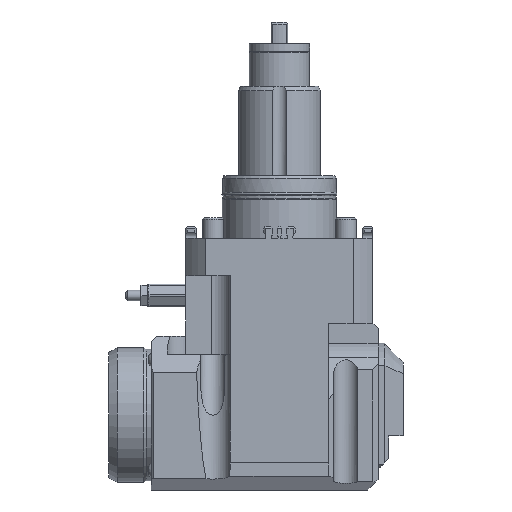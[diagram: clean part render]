
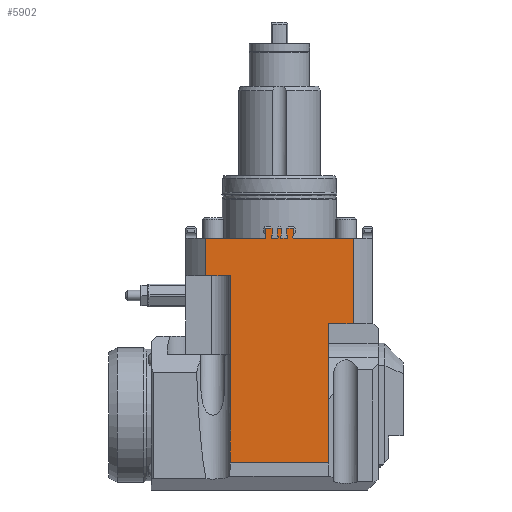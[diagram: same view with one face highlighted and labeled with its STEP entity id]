
A CAD part, front view. The second image highlights one B-rep face of the part: STEP entity #5902.
In plain terms, the highlighted planar face has unit normal (0, -1, 0).
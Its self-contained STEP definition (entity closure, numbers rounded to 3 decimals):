
#155=CIRCLE('',#6119,2.75);
#157=CIRCLE('',#6126,1.65);
#276=CIRCLE('',#6477,1.65);
#277=CIRCLE('',#6479,1.65);
#278=CIRCLE('',#6481,2.75);
#279=CIRCLE('',#6482,1.65);
#366=ELLIPSE('',#6266,97.527,8.5);
#741=FACE_OUTER_BOUND('',#1086,.T.);
#1086=EDGE_LOOP('',(#5103,#5104,#5105,#5106,#5107,#5108,#5109,#5110,#5111,
#5112,#5113,#5114,#5115,#5116,#5117,#5118,#5119,#5120,#5121,#5122,#5123,
#5124,#5125,#5126,#5127,#5128,#5129,#5130));
#1173=LINE('',#8548,#1735);
#1176=LINE('',#8562,#1738);
#1274=LINE('',#8845,#1836);
#1280=LINE('',#8867,#1842);
#1291=LINE('',#8891,#1853);
#1307=LINE('',#8926,#1869);
#1310=LINE('',#8932,#1872);
#1315=LINE('',#8941,#1877);
#1320=LINE('',#8951,#1882);
#1324=LINE('',#8959,#1886);
#1328=LINE('',#8966,#1890);
#1556=LINE('',#9620,#2118);
#1560=LINE('',#9627,#2122);
#1646=LINE('',#10193,#2208);
#1647=LINE('',#10195,#2209);
#1648=LINE('',#10196,#2210);
#1649=LINE('',#10198,#2211);
#1650=LINE('',#10199,#2212);
#1651=LINE('',#10201,#2213);
#1652=LINE('',#10203,#2214);
#1653=LINE('',#10205,#2215);
#1735=VECTOR('',#6683,10.);
#1738=VECTOR('',#6696,10.);
#1836=VECTOR('',#6974,10.);
#1842=VECTOR('',#6994,10.);
#1853=VECTOR('',#7011,10.);
#1869=VECTOR('',#7043,10.);
#1872=VECTOR('',#7050,10.);
#1877=VECTOR('',#7061,10.);
#1882=VECTOR('',#7070,10.);
#1886=VECTOR('',#7080,10.);
#1890=VECTOR('',#7086,10.);
#2118=VECTOR('',#7626,10.);
#2122=VECTOR('',#7636,10.);
#2208=VECTOR('',#8080,10.);
#2209=VECTOR('',#8081,10.);
#2210=VECTOR('',#8082,10.);
#2211=VECTOR('',#8083,10.);
#2212=VECTOR('',#8084,10.);
#2213=VECTOR('',#8085,10.);
#2214=VECTOR('',#8088,10.);
#2215=VECTOR('',#8089,10.);
#2318=VERTEX_POINT('',#8545);
#2319=VERTEX_POINT('',#8547);
#2324=VERTEX_POINT('',#8560);
#2325=VERTEX_POINT('',#8561);
#2419=VERTEX_POINT('',#8842);
#2420=VERTEX_POINT('',#8844);
#2422=VERTEX_POINT('',#8849);
#2426=VERTEX_POINT('',#8857);
#2427=VERTEX_POINT('',#8861);
#2429=VERTEX_POINT('',#8865);
#2437=VERTEX_POINT('',#8885);
#2439=VERTEX_POINT('',#8889);
#2441=VERTEX_POINT('',#8894);
#2443=VERTEX_POINT('',#8898);
#2452=VERTEX_POINT('',#8938);
#2453=VERTEX_POINT('',#8945);
#2456=VERTEX_POINT('',#8957);
#2457=VERTEX_POINT('',#8961);
#2617=VERTEX_POINT('',#9483);
#2618=VERTEX_POINT('',#9485);
#2649=VERTEX_POINT('',#9581);
#2658=VERTEX_POINT('',#9614);
#2796=VERTEX_POINT('',#10185);
#2797=VERTEX_POINT('',#10189);
#2798=VERTEX_POINT('',#10194);
#2799=VERTEX_POINT('',#10197);
#2800=VERTEX_POINT('',#10200);
#2801=VERTEX_POINT('',#10204);
#2891=EDGE_CURVE('',#2319,#2318,#1173,.T.);
#2897=EDGE_CURVE('',#2324,#2325,#1176,.T.);
#3033=EDGE_CURVE('',#2419,#2420,#1274,.T.);
#3040=EDGE_CURVE('',#2422,#2426,#155,.T.);
#3044=EDGE_CURVE('',#2429,#2427,#1280,.T.);
#3055=EDGE_CURVE('',#2437,#2439,#1291,.T.);
#3059=EDGE_CURVE('',#2441,#2443,#157,.T.);
#3073=EDGE_CURVE('',#2422,#2429,#1307,.T.);
#3076=EDGE_CURVE('',#2437,#2419,#1310,.T.);
#3081=EDGE_CURVE('',#2452,#2441,#1315,.T.);
#3086=EDGE_CURVE('',#2453,#2427,#1320,.T.);
#3090=EDGE_CURVE('',#2452,#2456,#1324,.T.);
#3094=EDGE_CURVE('',#2457,#2456,#1328,.T.);
#3320=EDGE_CURVE('',#2618,#2617,#366,.T.);
#3391=EDGE_CURVE('',#2649,#2658,#1556,.T.);
#3395=EDGE_CURVE('',#2617,#2658,#1560,.T.);
#3613=EDGE_CURVE('',#2796,#2457,#276,.T.);
#3615=EDGE_CURVE('',#2439,#2797,#277,.T.);
#3616=EDGE_CURVE('',#2426,#2324,#1646,.T.);
#3617=EDGE_CURVE('',#2798,#2325,#1647,.T.);
#3618=EDGE_CURVE('',#2798,#2618,#1648,.T.);
#3619=EDGE_CURVE('',#2649,#2799,#1649,.T.);
#3620=EDGE_CURVE('',#2319,#2799,#1650,.T.);
#3621=EDGE_CURVE('',#2318,#2800,#1651,.T.);
#3622=EDGE_CURVE('',#2800,#2420,#278,.T.);
#3623=EDGE_CURVE('',#2796,#2797,#1652,.T.);
#3624=EDGE_CURVE('',#2801,#2443,#1653,.T.);
#3625=EDGE_CURVE('',#2801,#2453,#279,.T.);
#5103=ORIENTED_EDGE('',*,*,#3616,.T.);
#5104=ORIENTED_EDGE('',*,*,#2897,.T.);
#5105=ORIENTED_EDGE('',*,*,#3617,.F.);
#5106=ORIENTED_EDGE('',*,*,#3618,.T.);
#5107=ORIENTED_EDGE('',*,*,#3320,.T.);
#5108=ORIENTED_EDGE('',*,*,#3395,.T.);
#5109=ORIENTED_EDGE('',*,*,#3391,.F.);
#5110=ORIENTED_EDGE('',*,*,#3619,.T.);
#5111=ORIENTED_EDGE('',*,*,#3620,.F.);
#5112=ORIENTED_EDGE('',*,*,#2891,.T.);
#5113=ORIENTED_EDGE('',*,*,#3621,.T.);
#5114=ORIENTED_EDGE('',*,*,#3622,.T.);
#5115=ORIENTED_EDGE('',*,*,#3033,.F.);
#5116=ORIENTED_EDGE('',*,*,#3076,.F.);
#5117=ORIENTED_EDGE('',*,*,#3055,.T.);
#5118=ORIENTED_EDGE('',*,*,#3615,.T.);
#5119=ORIENTED_EDGE('',*,*,#3623,.F.);
#5120=ORIENTED_EDGE('',*,*,#3613,.T.);
#5121=ORIENTED_EDGE('',*,*,#3094,.T.);
#5122=ORIENTED_EDGE('',*,*,#3090,.F.);
#5123=ORIENTED_EDGE('',*,*,#3081,.T.);
#5124=ORIENTED_EDGE('',*,*,#3059,.T.);
#5125=ORIENTED_EDGE('',*,*,#3624,.F.);
#5126=ORIENTED_EDGE('',*,*,#3625,.T.);
#5127=ORIENTED_EDGE('',*,*,#3086,.T.);
#5128=ORIENTED_EDGE('',*,*,#3044,.F.);
#5129=ORIENTED_EDGE('',*,*,#3073,.F.);
#5130=ORIENTED_EDGE('',*,*,#3040,.T.);
#5589=PLANE('',#6480);
#5902=ADVANCED_FACE('',(#741),#5589,.T.);
#6119=AXIS2_PLACEMENT_3D('',#8859,#6987,#6988);
#6126=AXIS2_PLACEMENT_3D('',#8900,#7018,#7019);
#6266=AXIS2_PLACEMENT_3D('',#9486,#7501,#7502);
#6477=AXIS2_PLACEMENT_3D('',#10187,#8071,#8072);
#6479=AXIS2_PLACEMENT_3D('',#10191,#8076,#8077);
#6480=AXIS2_PLACEMENT_3D('',#10192,#8078,#8079);
#6481=AXIS2_PLACEMENT_3D('',#10202,#8086,#8087);
#6482=AXIS2_PLACEMENT_3D('',#10206,#8090,#8091);
#6683=DIRECTION('',(0.,0.,1.));
#6696=DIRECTION('',(0.,0.,-1.));
#6974=DIRECTION('',(0.,0.,-1.));
#6987=DIRECTION('center_axis',(0.,1.,0.));
#6988=DIRECTION('ref_axis',(0.,0.,
1.));
#6994=DIRECTION('',(1.,0.,0.));
#7011=DIRECTION('',(0.,0.,-1.));
#7018=DIRECTION('center_axis',(0.,1.,0.));
#7019=DIRECTION('ref_axis',(0.,0.,
1.));
#7043=DIRECTION('',(0.,0.,1.));
#7050=DIRECTION('',(1.,0.,0.));
#7061=DIRECTION('',(0.,0.,-1.));
#7070=DIRECTION('',(0.,0.,1.));
#7080=DIRECTION('',(1.,0.,0.));
#7086=DIRECTION('',(0.,0.,1.));
#7501=DIRECTION('center_axis',(0.,1.,0.));
#7502=DIRECTION('ref_axis',(0.,0.,-1.));
#7626=DIRECTION('',(0.,0.,-1.));
#7636=DIRECTION('',(1.,0.,0.));
#8071=DIRECTION('center_axis',(0.,1.,0.));
#8072=DIRECTION('ref_axis',(0.,0.,
1.));
#8076=DIRECTION('center_axis',(0.,1.,0.));
#8077=DIRECTION('ref_axis',(0.,0.,
1.));
#8078=DIRECTION('center_axis',(0.,-1.,0.));
#8079=DIRECTION('ref_axis',(0.,0.,
-1.));
#8080=DIRECTION('',(-1.,0.,0.));
#8081=DIRECTION('',(-1.,0.,0.));
#8082=DIRECTION('',(0.,0.,-1.));
#8083=DIRECTION('',(0.,0.,1.));
#8084=DIRECTION('',(-1.,0.,0.));
#8085=DIRECTION('',(-1.,0.,0.));
#8086=DIRECTION('center_axis',(0.,1.,0.));
#8087=DIRECTION('ref_axis',(0.,0.,
1.));
#8088=DIRECTION('',(1.,0.,0.));
#8089=DIRECTION('',(1.,0.,0.));
#8090=DIRECTION('center_axis',(0.,1.,0.));
#8091=DIRECTION('ref_axis',(0.,0.,
1.));
#8545=CARTESIAN_POINT('',(35.511,-42.,0.));
#8547=CARTESIAN_POINT('',(35.511,-42.,-41.));
#8548=CARTESIAN_POINT('',(35.511,-42.,0.));
#8560=CARTESIAN_POINT('',(-35.511,-42.,0.));
#8561=CARTESIAN_POINT('',(-35.511,-42.,-18.));
#8562=CARTESIAN_POINT('',(-35.511,-42.,0.));
#8842=CARTESIAN_POINT('',(6.805,-42.,4.8));
#8844=CARTESIAN_POINT('',(6.805,-42.,1.759));
#8845=CARTESIAN_POINT('',(6.805,-42.,0.875));
#8849=CARTESIAN_POINT('',(-6.805,-42.,1.759));
#8857=CARTESIAN_POINT('',(-6.546,-42.,0.));
#8859=CARTESIAN_POINT('Origin',(-9.25,-42.,0.5));
#8861=CARTESIAN_POINT('',(-3.5,-42.,4.8));
#8865=CARTESIAN_POINT('',(-6.805,-42.,4.8));
#8867=CARTESIAN_POINT('',(-3.753,-42.,4.8));
#8885=CARTESIAN_POINT('',(3.5,-42.,4.8));
#8889=CARTESIAN_POINT('',(3.5,-42.,1.577));
#8891=CARTESIAN_POINT('',(3.5,-42.,-1.625));
#8894=CARTESIAN_POINT('',(-1.,-42.,1.577));
#8898=CARTESIAN_POINT('',(-0.678,-42.,0.));
#8900=CARTESIAN_POINT('Origin',(-2.25,-42.,0.5));
#8926=CARTESIAN_POINT('',(-6.805,-42.,-8.375));
#8932=CARTESIAN_POINT('',(-3.753,-42.,4.8));
#8938=CARTESIAN_POINT('',(-1.,-42.,4.8));
#8941=CARTESIAN_POINT('',(-1.,-42.,-1.625));
#8945=CARTESIAN_POINT('',(-3.5,-42.,1.577));
#8951=CARTESIAN_POINT('',(-3.5,-42.,0.875));
#8957=CARTESIAN_POINT('',(1.,-42.,4.8));
#8959=CARTESIAN_POINT('',(-3.753,-42.,4.8));
#8961=CARTESIAN_POINT('',(1.,-42.,1.577));
#8966=CARTESIAN_POINT('',(1.,-42.,0.875));
#9483=CARTESIAN_POINT('',(-23.665,-42.,-108.));
#9485=CARTESIAN_POINT('',(-23.5,-42.,-88.903));
#9486=CARTESIAN_POINT('Origin',(-32.,-42.,-88.903));
#9581=CARTESIAN_POINT('',(23.5,-42.,-77.5));
#9614=CARTESIAN_POINT('',(23.5,-42.,-108.));
#9620=CARTESIAN_POINT('',(23.5,-42.,-103.));
#9627=CARTESIAN_POINT('',(23.75,-42.,-108.));
#10185=CARTESIAN_POINT('',(0.678,-42.,0.));
#10187=CARTESIAN_POINT('Origin',(2.25,-42.,0.5));
#10189=CARTESIAN_POINT('',(3.822,-42.,0.));
#10191=CARTESIAN_POINT('Origin',(2.25,-42.,0.5));
#10192=CARTESIAN_POINT('Origin',(0.,-42.,-3.75));
#10193=CARTESIAN_POINT('',(45.,-42.,0.));
#10194=CARTESIAN_POINT('',(-23.5,-42.,-18.));
#10195=CARTESIAN_POINT('',(17.755,-42.,-18.));
#10196=CARTESIAN_POINT('',(-23.5,-42.,-63.));
#10197=CARTESIAN_POINT('',(23.5,-42.,-41.));
#10198=CARTESIAN_POINT('',(23.5,-42.,-20.5));
#10199=CARTESIAN_POINT('',(34.88,-42.,-41.));
#10200=CARTESIAN_POINT('',(6.546,-42.,0.));
#10201=CARTESIAN_POINT('',(45.,-42.,0.));
#10202=CARTESIAN_POINT('Origin',(9.25,-42.,0.5));
#10203=CARTESIAN_POINT('',(-35.511,-42.,0.));
#10204=CARTESIAN_POINT('',(-3.822,-42.,0.));
#10205=CARTESIAN_POINT('',(-35.511,-42.,0.));
#10206=CARTESIAN_POINT('Origin',(-2.25,-42.,0.5));
